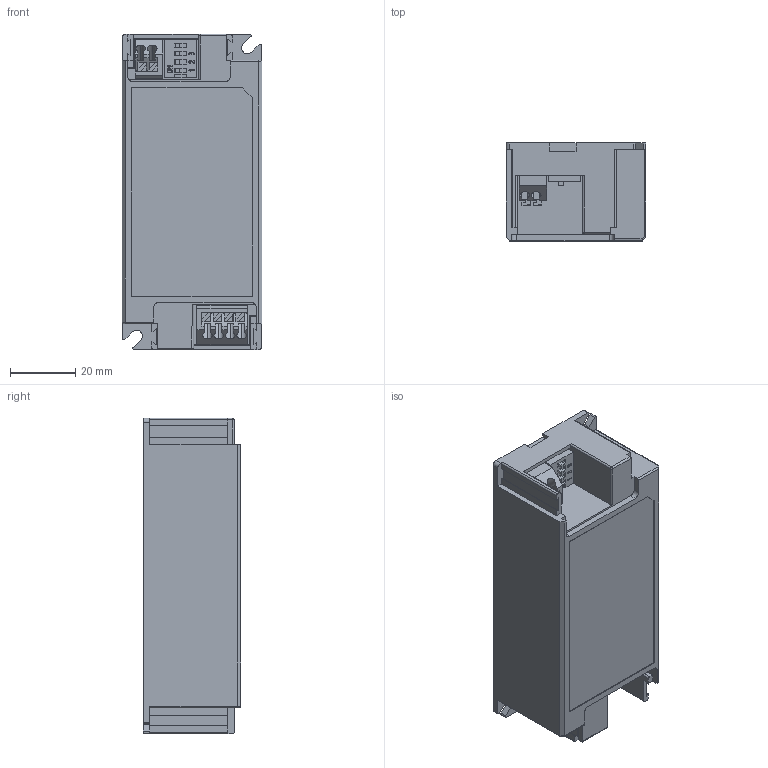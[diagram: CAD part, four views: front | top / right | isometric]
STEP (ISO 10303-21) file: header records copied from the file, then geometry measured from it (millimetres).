
FILE_DESCRIPTION(('Creo Elements/Direct Modeling STEP Export'),'2;1');
FILE_NAME('ECXe500.479.stp','2020-08-24T11:12:38',(''),(''),'PTC Creo Elements/Direct Modeling STEP processor for AP214 (Solid Model)','PTC Creo Elements/Direct Modeling 19.0E 27-Jun-2016 (C) Parametric Technology GmbH','');
FILE_SCHEMA(('AUTOMOTIVE_DESIGN { 1 0 10303 214 1 1 1 1 }'));
Length unit declared in the file: millimetre
Products named in the file (2): T
Assembly tree (1 placements, depth 2):
  T
    T
Bounding box: 43 x 30 x 97 mm (x, y, z)
Surface area: 41919.9 mm2 (no closed solid volume)
Topology: 0 solids, 32 shells, 868 faces, 2319 edges, 1548 vertices
Faces by surface type: plane 630, cylinder 184, extrusion 50, cone 2, sphere 2
Entity records: 27353 total; most frequent: CARTESIAN_POINT 6452, ORIENTED_EDGE 4632, DIRECTION 3805, EDGE_CURVE 2317, VECTOR 1763, LINE 1713, VERTEX_POINT 1548, AXIS2_PLACEMENT_3D 1021
